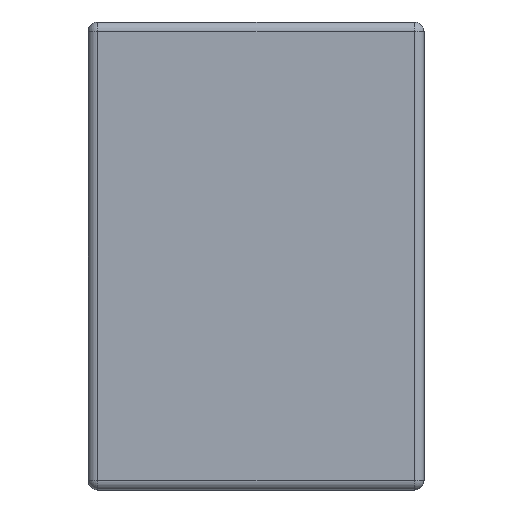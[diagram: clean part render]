
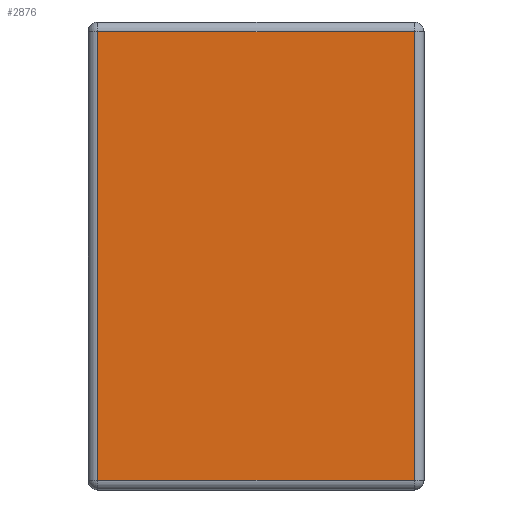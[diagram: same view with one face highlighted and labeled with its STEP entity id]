
A CAD part, left-side view. The second image highlights one B-rep face of the part: STEP entity #2876.
In plain terms, the highlighted planar face has unit normal (-1, 0, 0).
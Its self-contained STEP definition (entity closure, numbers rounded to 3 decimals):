
#36 = VERTEX_POINT ( 'NONE', #784 ) ;
#43 = CARTESIAN_POINT ( 'NONE',  ( 0., 0., -1.909 ) ) ;
#104 = CARTESIAN_POINT ( 'NONE',  ( 0., 1.359, -1.95 ) ) ;
#180 = ORIENTED_EDGE ( 'NONE', *, *, #1989, .T. ) ;
#491 = CARTESIAN_POINT ( 'NONE',  ( 0., 1.4, -0.041 ) ) ;
#619 = VERTEX_POINT ( 'NONE', #4663 ) ;
#624 = CARTESIAN_POINT ( 'NONE',  ( 0., 0.041, 0. ) ) ;
#635 = EDGE_LOOP ( 'NONE', ( #3668, #180, #2987, #684 ) ) ;
#684 = ORIENTED_EDGE ( 'NONE', *, *, #2916, .T. ) ;
#784 = CARTESIAN_POINT ( 'NONE',  ( 0., 0.041, -0.041 ) ) ;
#1115 = LINE ( 'NONE', #491, #1941 ) ;
#1161 = VECTOR ( 'NONE', #3697, 1000. ) ;
#1377 = CARTESIAN_POINT ( 'NONE',  ( 0., 1.359, -0.041 ) ) ;
#1632 = EDGE_CURVE ( 'NONE', #619, #4343, #3953, .T. ) ;
#1739 = VECTOR ( 'NONE', #4630, 1000. ) ;
#1893 = PLANE ( 'NONE',  #4093 ) ;
#1941 = VECTOR ( 'NONE', #3334, 1000. ) ;
#1945 = VECTOR ( 'NONE', #3657, 1000. ) ;
#1989 = EDGE_CURVE ( 'NONE', #4343, #36, #2114, .T. ) ;
#2114 = LINE ( 'NONE', #624, #1739 ) ;
#2217 = DIRECTION ( 'NONE',  ( 0., 0., 1. ) ) ;
#2382 = EDGE_CURVE ( 'NONE', #36, #3284, #1115, .T. ) ;
#2575 = CARTESIAN_POINT ( 'NONE',  ( 0., 0., 0. ) ) ;
#2841 = LINE ( 'NONE', #104, #1161 ) ;
#2876 = ADVANCED_FACE ( 'NONE', ( #3596 ), #1893, .T. ) ;
#2916 = EDGE_CURVE ( 'NONE', #3284, #619, #2841, .T. ) ;
#2987 = ORIENTED_EDGE ( 'NONE', *, *, #2382, .T. ) ;
#3284 = VERTEX_POINT ( 'NONE', #1377 ) ;
#3334 = DIRECTION ( 'NONE',  ( 0., 1., 0. ) ) ;
#3596 = FACE_OUTER_BOUND ( 'NONE', #635, .T. ) ;
#3657 = DIRECTION ( 'NONE',  ( 0., -1., 0. ) ) ;
#3668 = ORIENTED_EDGE ( 'NONE', *, *, #1632, .T. ) ;
#3697 = DIRECTION ( 'NONE',  ( 0., 0., -1. ) ) ;
#3711 = CARTESIAN_POINT ( 'NONE',  ( 0., 0.041, -1.909 ) ) ;
#3953 = LINE ( 'NONE', #43, #1945 ) ;
#4029 = DIRECTION ( 'NONE',  ( -1., 0., 0. ) ) ;
#4093 = AXIS2_PLACEMENT_3D ( 'NONE', #2575, #4029, #2217 ) ;
#4343 = VERTEX_POINT ( 'NONE', #3711 ) ;
#4630 = DIRECTION ( 'NONE',  ( 0., 0., 1. ) ) ;
#4663 = CARTESIAN_POINT ( 'NONE',  ( 0., 1.359, -1.909 ) ) ;
